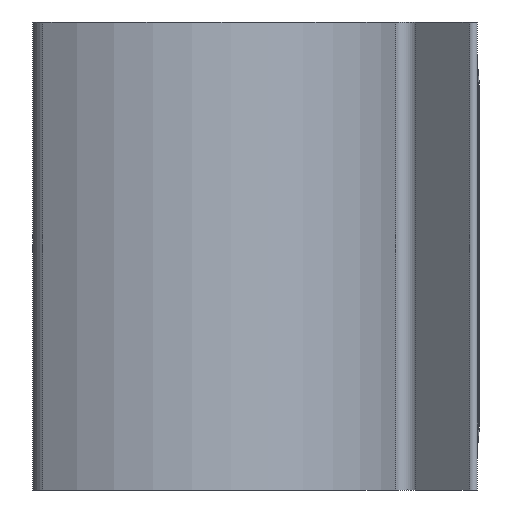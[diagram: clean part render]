
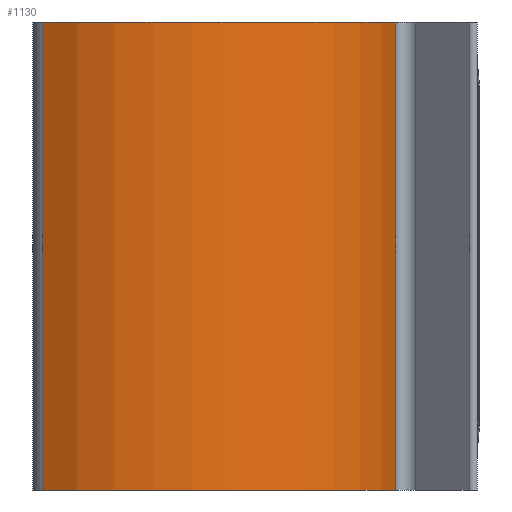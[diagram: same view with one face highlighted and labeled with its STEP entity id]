
A CAD part, left-side view. The second image highlights one B-rep face of the part: STEP entity #1130.
In plain terms, the highlighted cylindrical face has radius 10 mm (diameter 20 mm), a partial arc.
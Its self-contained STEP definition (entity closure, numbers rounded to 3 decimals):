
#54=LINE('',#3093,#90);
#58=LINE('',#3109,#94);
#90=VECTOR('',#1432,0.5);
#94=VECTOR('',#1454,10.);
#115=CYLINDRICAL_SURFACE('',#1236,10.);
#188=FACE_OUTER_BOUND('',#262,.T.);
#262=EDGE_LOOP('',(#990,#991,#992,#993));
#301=CIRCLE('',#1191,10.);
#328=CIRCLE('',#1233,10.);
#462=VERTEX_POINT('',#2564);
#463=VERTEX_POINT('',#2566);
#497=VERTEX_POINT('',#3091);
#500=VERTEX_POINT('',#3102);
#599=EDGE_CURVE('',#463,#462,#301,.T.);
#662=EDGE_CURVE('',#497,#462,#54,.T.);
#668=EDGE_CURVE('',#500,#497,#328,.T.);
#671=EDGE_CURVE('',#463,#500,#58,.T.);
#990=ORIENTED_EDGE('',*,*,#662,.F.);
#991=ORIENTED_EDGE('',*,*,#668,.F.);
#992=ORIENTED_EDGE('',*,*,#671,.F.);
#993=ORIENTED_EDGE('',*,*,#599,.T.);
#1130=ADVANCED_FACE('',(#188),#115,.T.);
#1191=AXIS2_PLACEMENT_3D('',#2567,#1344,#1345);
#1233=AXIS2_PLACEMENT_3D('',#3104,#1446,#1447);
#1236=AXIS2_PLACEMENT_3D('',#3110,#1455,#1456);
#1344=DIRECTION('center_axis',(0.,0.,1.));
#1345=DIRECTION('ref_axis',(-0.8,0.6,0.));
#1432=DIRECTION('',(0.,0.,-1.));
#1446=DIRECTION('center_axis',(0.,0.,1.));
#1447=DIRECTION('ref_axis',(-0.8,0.6,0.));
#1454=DIRECTION('',(0.,0.,1.));
#1455=DIRECTION('center_axis',(0.,0.,1.));
#1456=DIRECTION('ref_axis',(-0.8,0.6,0.));
#2564=CARTESIAN_POINT('',(-3.053,-9.523,0.));
#2566=CARTESIAN_POINT('',(-8.315,5.556,0.));
#2567=CARTESIAN_POINT('Origin',(0.,0.,0.));
#3091=CARTESIAN_POINT('',(-3.053,-9.523,20.));
#3093=CARTESIAN_POINT('',(-3.053,-9.523,0.));
#3102=CARTESIAN_POINT('',(-8.315,5.556,20.));
#3104=CARTESIAN_POINT('Origin',(0.,0.,20.));
#3109=CARTESIAN_POINT('',(-8.315,5.556,0.));
#3110=CARTESIAN_POINT('Origin',(0.,0.,0.));
